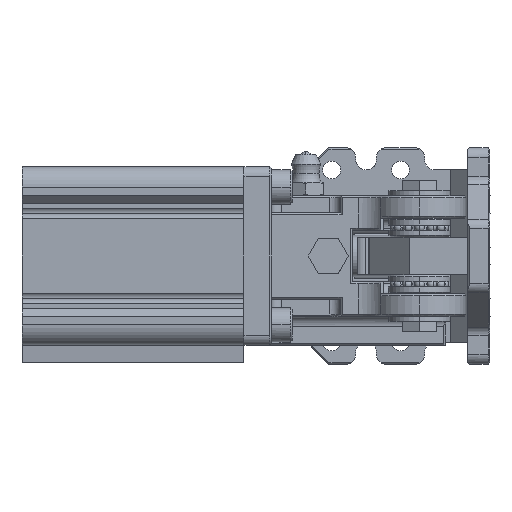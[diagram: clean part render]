
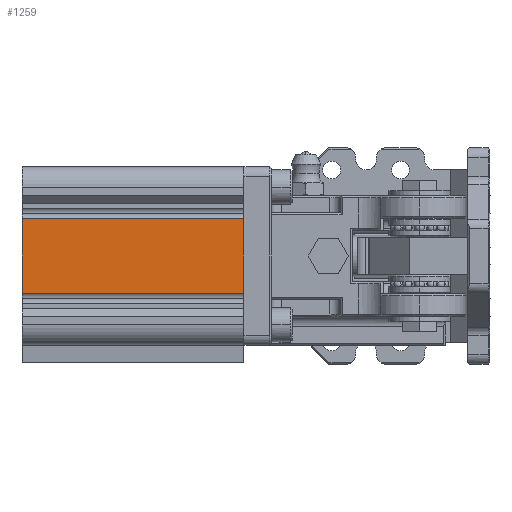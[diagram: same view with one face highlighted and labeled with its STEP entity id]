
A CAD part, left-side view. The second image highlights one B-rep face of the part: STEP entity #1259.
In plain terms, the highlighted planar face has unit normal (-1, 0, 0).
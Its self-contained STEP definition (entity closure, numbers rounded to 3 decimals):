
#1239=AXIS2_PLACEMENT_3D('Plane Axis2P3D',#1236,#1237,#1238) ;
#122=CARTESIAN_POINT('Vertex',(-23.8,0.,-10.8)) ;
#125=CARTESIAN_POINT('Line Origine',(-23.8,0.,0.)) ;
#129=CARTESIAN_POINT('Vertex',(-23.8,0.,10.8)) ;
#1221=CARTESIAN_POINT('Vertex',(-23.8,-64.5,-10.8)) ;
#1224=CARTESIAN_POINT('Line Origine',(-23.8,-32.25,-10.8)) ;
#1236=CARTESIAN_POINT('Axis2P3D Location',(-23.8,0.,-15.31)) ;
#1241=CARTESIAN_POINT('Line Origine',(-23.8,-64.5,0.)) ;
#1245=CARTESIAN_POINT('Vertex',(-23.8,-64.5,10.8)) ;
#1248=CARTESIAN_POINT('Line Origine',(-23.8,-32.25,10.8)) ;
#126=DIRECTION('Vector Direction',(0.,0.,1.)) ;
#1225=DIRECTION('Vector Direction',(0.,1.,0.)) ;
#1237=DIRECTION('Axis2P3D Direction',(-1.,0.,0.)) ;
#1238=DIRECTION('Axis2P3D XDirection',(0.,0.,1.)) ;
#1242=DIRECTION('Vector Direction',(0.,0.,1.)) ;
#1249=DIRECTION('Vector Direction',(0.,1.,0.)) ;
#127=VECTOR('Line Direction',#126,1.) ;
#1226=VECTOR('Line Direction',#1225,1.) ;
#1243=VECTOR('Line Direction',#1242,1.) ;
#1250=VECTOR('Line Direction',#1249,1.) ;
#1254=ORIENTED_EDGE('',*,*,#1247,.T.) ;
#1255=ORIENTED_EDGE('',*,*,#1252,.T.) ;
#1256=ORIENTED_EDGE('',*,*,#131,.F.) ;
#1257=ORIENTED_EDGE('',*,*,#1228,.F.) ;
#1259=ADVANCED_FACE('MANIFOLD_SOLID_BREP #3796',(#1258),#1240,.T.) ;
#131=EDGE_CURVE('',#123,#130,#128,.T.) ;
#1228=EDGE_CURVE('',#1222,#123,#1227,.T.) ;
#1247=EDGE_CURVE('',#1222,#1246,#1244,.T.) ;
#1252=EDGE_CURVE('',#1246,#130,#1251,.T.) ;
#1253=EDGE_LOOP('',(#1254,#1255,#1256,#1257)) ;
#1258=FACE_OUTER_BOUND('',#1253,.T.) ;
#128=LINE('Line',#125,#127) ;
#1227=LINE('Line',#1224,#1226) ;
#1244=LINE('Line',#1241,#1243) ;
#1251=LINE('Line',#1248,#1250) ;
#1240=PLANE('',#1239) ;
#123=VERTEX_POINT('',#122) ;
#130=VERTEX_POINT('',#129) ;
#1222=VERTEX_POINT('',#1221) ;
#1246=VERTEX_POINT('',#1245) ;
